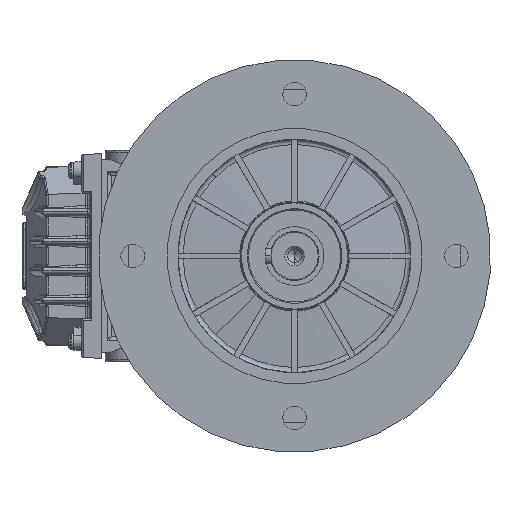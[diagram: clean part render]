
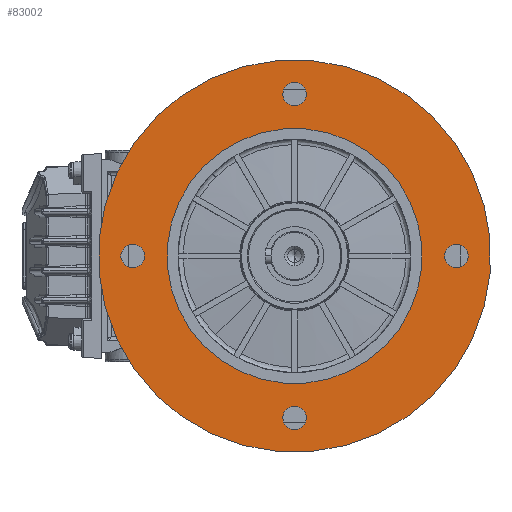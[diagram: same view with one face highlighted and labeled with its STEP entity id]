
A CAD part, left-side view. The second image highlights one B-rep face of the part: STEP entity #83002.
In plain terms, the highlighted planar face has unit normal (-1, 0, 0).
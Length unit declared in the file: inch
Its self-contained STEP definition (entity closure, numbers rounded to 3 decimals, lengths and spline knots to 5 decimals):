
#467 = VERTEX_POINT ( 'NONE', #119753 ) ;
#541 = CARTESIAN_POINT ( 'NONE',  ( -4.66535, 0., 0. ) ) ;
#2341 = CARTESIAN_POINT ( 'NONE',  ( -4.66535, 0., -3.24803 ) ) ;
#2664 = DIRECTION ( 'NONE',  ( 0., 0.707, 0.707 ) ) ;
#2702 = EDGE_LOOP ( 'NONE', ( #137534, #27672 ) ) ;
#4569 = DIRECTION ( 'NONE',  ( 1., 0., 0. ) ) ;
#5217 = EDGE_CURVE ( 'NONE', #85368, #163690, #74486, .T. ) ;
#11321 = DIRECTION ( 'NONE',  ( 0., 0.707, 0.707 ) ) ;
#13862 = AXIS2_PLACEMENT_3D ( 'NONE', #92195, #29314, #79763 ) ;
#16044 = EDGE_CURVE ( 'NONE', #163690, #85368, #23403, .T. ) ;
#16909 = CARTESIAN_POINT ( 'NONE',  ( -4.66535, 0., -3.24803 ) ) ;
#18651 = CARTESIAN_POINT ( 'NONE',  ( -4.66535, 0., 0. ) ) ;
#23392 = AXIS2_PLACEMENT_3D ( 'NONE', #18651, #93974, #118741 ) ;
#23403 = CIRCLE ( 'NONE', #33883, 0.23622 ) ;
#26733 = EDGE_CURVE ( 'NONE', #162430, #122782, #144235, .T. ) ;
#27661 = AXIS2_PLACEMENT_3D ( 'NONE', #54200, #104647, #65781 ) ;
#27672 = ORIENTED_EDGE ( 'NONE', *, *, #34371, .T. ) ;
#28770 = CARTESIAN_POINT ( 'NONE',  ( -4.66535, -3.24803, 0. ) ) ;
#29314 = DIRECTION ( 'NONE',  ( -1., 0., 0. ) ) ;
#29652 = EDGE_LOOP ( 'NONE', ( #117199, #109927 ) ) ;
#30456 = AXIS2_PLACEMENT_3D ( 'NONE', #2341, #62831, #113261 ) ;
#33052 = CIRCLE ( 'NONE', #48905, 0.23622 ) ;
#33883 = AXIS2_PLACEMENT_3D ( 'NONE', #41037, #4569, #117062 ) ;
#34371 = EDGE_CURVE ( 'NONE', #35497, #123690, #79039, .T. ) ;
#35497 = VERTEX_POINT ( 'NONE', #59456 ) ;
#36753 = DIRECTION ( 'NONE',  ( 0., 0.707, 0.707 ) ) ;
#37909 = CARTESIAN_POINT ( 'NONE',  ( -4.66535, 0.16703, 3.41506 ) ) ;
#40118 = FACE_BOUND ( 'NONE', #2702, .T. ) ;
#40949 = FACE_OUTER_BOUND ( 'NONE', #129816, .T. ) ;
#41037 = CARTESIAN_POINT ( 'NONE',  ( -4.66535, 0., 3.24803 ) ) ;
#41730 = AXIS2_PLACEMENT_3D ( 'NONE', #126769, #154861, #2664 ) ;
#41742 = CARTESIAN_POINT ( 'NONE',  ( -4.66535, 2.78388, 2.78388 ) ) ;
#41748 = PLANE ( 'NONE',  #13862 ) ;
#43671 = DIRECTION ( 'NONE',  ( 1., 0., 0. ) ) ;
#48905 = AXIS2_PLACEMENT_3D ( 'NONE', #16909, #139397, #154245 ) ;
#49543 = EDGE_CURVE ( 'NONE', #92022, #467, #158689, .T. ) ;
#51031 = DIRECTION ( 'NONE',  ( -1., 0., 0. ) ) ;
#51730 = FACE_BOUND ( 'NONE', #153664, .T. ) ;
#54200 = CARTESIAN_POINT ( 'NONE',  ( -4.66535, 3.24803, 0. ) ) ;
#54338 = EDGE_CURVE ( 'NONE', #78187, #120318, #142474, .T. ) ;
#54922 = EDGE_LOOP ( 'NONE', ( #114986, #125184 ) ) ;
#59456 = CARTESIAN_POINT ( 'NONE',  ( -4.66535, 3.081, -0.16703 ) ) ;
#59782 = ORIENTED_EDGE ( 'NONE', *, *, #49543, .T. ) ;
#60346 = CIRCLE ( 'NONE', #23392, 2.55906 ) ;
#60451 = EDGE_CURVE ( 'NONE', #86203, #63156, #104466, .T. ) ;
#62831 = DIRECTION ( 'NONE',  ( 1., 0., 0. ) ) ;
#63156 = VERTEX_POINT ( 'NONE', #72792 ) ;
#65781 = DIRECTION ( 'NONE',  ( 0., 0.707, 0.707 ) ) ;
#67457 = CARTESIAN_POINT ( 'NONE',  ( -4.66535, 0.16703, -3.081 ) ) ;
#68982 = DIRECTION ( 'NONE',  ( 0., 0.707, 0.707 ) ) ;
#70361 = AXIS2_PLACEMENT_3D ( 'NONE', #541, #51031, #11321 ) ;
#71651 = CARTESIAN_POINT ( 'NONE',  ( -4.66535, 3.41506, 0.16703 ) ) ;
#72792 = CARTESIAN_POINT ( 'NONE',  ( -4.66535, -0.16703, -3.41506 ) ) ;
#74486 = CIRCLE ( 'NONE', #161614, 0.23622 ) ;
#75098 = ORIENTED_EDGE ( 'NONE', *, *, #26733, .T. ) ;
#78142 = CARTESIAN_POINT ( 'NONE',  ( -4.66535, -3.41506, -0.16703 ) ) ;
#78187 = VERTEX_POINT ( 'NONE', #137190 ) ;
#79039 = CIRCLE ( 'NONE', #113412, 0.23622 ) ;
#79763 = DIRECTION ( 'NONE',  ( 0., -0.707, -0.707 ) ) ;
#81403 = DIRECTION ( 'NONE',  ( 1., 0., 0. ) ) ;
#83002 = ADVANCED_FACE ( 'NONE', ( #40949, #51730, #152603, #40118, #104603, #155038 ), #41748, .T. ) ;
#83922 = AXIS2_PLACEMENT_3D ( 'NONE', #95618, #149362, #122040 ) ;
#85368 = VERTEX_POINT ( 'NONE', #153239 ) ;
#86203 = VERTEX_POINT ( 'NONE', #67457 ) ;
#86553 = CIRCLE ( 'NONE', #83922, 0.23622 ) ;
#88789 = CARTESIAN_POINT ( 'NONE',  ( -4.66535, 1.80953, 1.80953 ) ) ;
#92022 = VERTEX_POINT ( 'NONE', #88789 ) ;
#92195 = CARTESIAN_POINT ( 'NONE',  ( -4.66535, 1.80953, 1.80953 ) ) ;
#93974 = DIRECTION ( 'NONE',  ( 1., 0., 0. ) ) ;
#94175 = EDGE_CURVE ( 'NONE', #123690, #35497, #106998, .T. ) ;
#95618 = CARTESIAN_POINT ( 'NONE',  ( -4.66535, -3.24803, 0. ) ) ;
#99622 = CARTESIAN_POINT ( 'NONE',  ( -4.66535, 0., 0. ) ) ;
#104466 = CIRCLE ( 'NONE', #30456, 0.23622 ) ;
#104603 = FACE_BOUND ( 'NONE', #29652, .T. ) ;
#104647 = DIRECTION ( 'NONE',  ( 1., 0., 0. ) ) ;
#105105 = CARTESIAN_POINT ( 'NONE',  ( -4.66535, -2.78388, -2.78388 ) ) ;
#106998 = CIRCLE ( 'NONE', #27661, 0.23622 ) ;
#109927 = ORIENTED_EDGE ( 'NONE', *, *, #5217, .T. ) ;
#113261 = DIRECTION ( 'NONE',  ( 0., 0.707, 0.707 ) ) ;
#113412 = AXIS2_PLACEMENT_3D ( 'NONE', #158829, #119128, #156362 ) ;
#114986 = ORIENTED_EDGE ( 'NONE', *, *, #54338, .T. ) ;
#115860 = EDGE_CURVE ( 'NONE', #467, #92022, #60346, .T. ) ;
#116738 = EDGE_LOOP ( 'NONE', ( #120503, #143378 ) ) ;
#117062 = DIRECTION ( 'NONE',  ( 0., 0.707, 0.707 ) ) ;
#117199 = ORIENTED_EDGE ( 'NONE', *, *, #16044, .T. ) ;
#118741 = DIRECTION ( 'NONE',  ( 0., 0.707, 0.707 ) ) ;
#119128 = DIRECTION ( 'NONE',  ( 1., 0., 0. ) ) ;
#119753 = CARTESIAN_POINT ( 'NONE',  ( -4.66535, -1.80953, -1.80953 ) ) ;
#120318 = VERTEX_POINT ( 'NONE', #78142 ) ;
#120503 = ORIENTED_EDGE ( 'NONE', *, *, #60451, .T. ) ;
#122040 = DIRECTION ( 'NONE',  ( 0., 0.707, 0.707 ) ) ;
#122782 = VERTEX_POINT ( 'NONE', #105105 ) ;
#123690 = VERTEX_POINT ( 'NONE', #71651 ) ;
#125184 = ORIENTED_EDGE ( 'NONE', *, *, #160056, .T. ) ;
#126255 = CIRCLE ( 'NONE', #41730, 3.93701 ) ;
#126769 = CARTESIAN_POINT ( 'NONE',  ( -4.66535, 0., 0. ) ) ;
#127362 = ORIENTED_EDGE ( 'NONE', *, *, #150326, .T. ) ;
#129816 = EDGE_LOOP ( 'NONE', ( #75098, #127362 ) ) ;
#132925 = DIRECTION ( 'NONE',  ( 0., 0.707, 0.707 ) ) ;
#137190 = CARTESIAN_POINT ( 'NONE',  ( -4.66535, -3.081, 0.16703 ) ) ;
#137534 = ORIENTED_EDGE ( 'NONE', *, *, #94175, .T. ) ;
#139397 = DIRECTION ( 'NONE',  ( 1., 0., 0. ) ) ;
#142474 = CIRCLE ( 'NONE', #160982, 0.23622 ) ;
#143378 = ORIENTED_EDGE ( 'NONE', *, *, #152473, .T. ) ;
#144235 = CIRCLE ( 'NONE', #70361, 3.93701 ) ;
#145435 = AXIS2_PLACEMENT_3D ( 'NONE', #99622, #150031, #36753 ) ;
#149362 = DIRECTION ( 'NONE',  ( 1., 0., 0. ) ) ;
#150031 = DIRECTION ( 'NONE',  ( 1., 0., 0. ) ) ;
#150326 = EDGE_CURVE ( 'NONE', #122782, #162430, #126255, .T. ) ;
#152473 = EDGE_CURVE ( 'NONE', #63156, #86203, #33052, .T. ) ;
#152603 = FACE_BOUND ( 'NONE', #116738, .T. ) ;
#153239 = CARTESIAN_POINT ( 'NONE',  ( -4.66535, -0.16703, 3.081 ) ) ;
#153664 = EDGE_LOOP ( 'NONE', ( #59782, #163441 ) ) ;
#154245 = DIRECTION ( 'NONE',  ( 0., 0.707, 0.707 ) ) ;
#154861 = DIRECTION ( 'NONE',  ( -1., 0., 0. ) ) ;
#155021 = CARTESIAN_POINT ( 'NONE',  ( -4.66535, 0., 3.24803 ) ) ;
#155038 = FACE_BOUND ( 'NONE', #54922, .T. ) ;
#156362 = DIRECTION ( 'NONE',  ( 0., 0.707, 0.707 ) ) ;
#158689 = CIRCLE ( 'NONE', #145435, 2.55906 ) ;
#158829 = CARTESIAN_POINT ( 'NONE',  ( -4.66535, 3.24803, 0. ) ) ;
#160056 = EDGE_CURVE ( 'NONE', #120318, #78187, #86553, .T. ) ;
#160982 = AXIS2_PLACEMENT_3D ( 'NONE', #28770, #43671, #132925 ) ;
#161614 = AXIS2_PLACEMENT_3D ( 'NONE', #155021, #81403, #68982 ) ;
#162430 = VERTEX_POINT ( 'NONE', #41742 ) ;
#163441 = ORIENTED_EDGE ( 'NONE', *, *, #115860, .T. ) ;
#163690 = VERTEX_POINT ( 'NONE', #37909 ) ;
